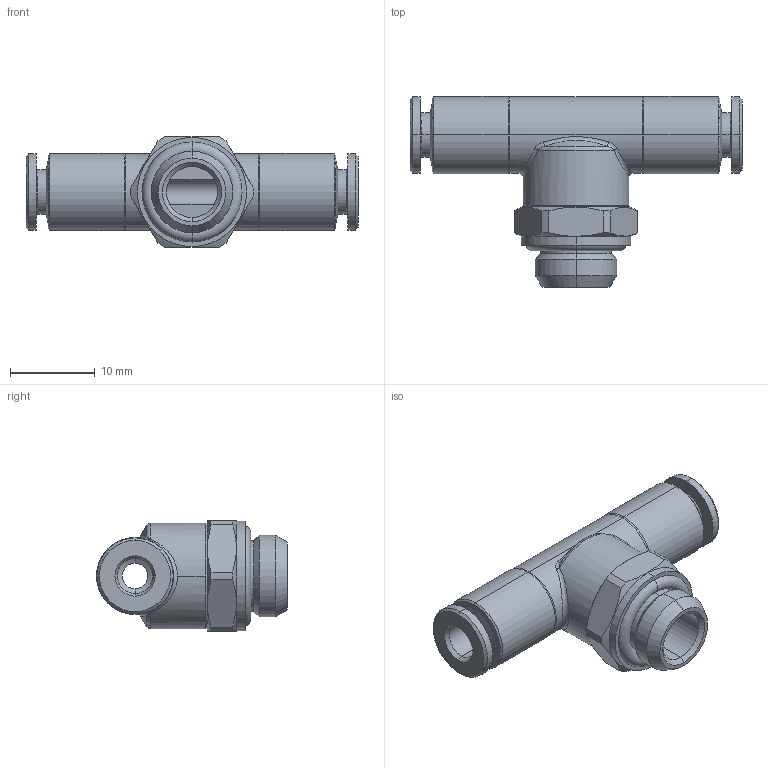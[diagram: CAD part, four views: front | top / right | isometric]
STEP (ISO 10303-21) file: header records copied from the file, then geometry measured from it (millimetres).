
FILE_DESCRIPTION (( 'STEP AP203' ), '1' );
FILE_NAME ('A0110011.STEP', '2009-03-09T15:50:27', ( 'UT1' ), ( '' ), 'SwSTEP 2.0', 'SolidWorks 2009', '' );
FILE_SCHEMA (( 'CONFIG_CONTROL_DESIGN' ));
Length unit declared in the file: millimetre
Products named in the file (1): A0110011
Bounding box: 39.2 x 22.55 x 13 mm (x, y, z)
Volume: 3095.1 mm3; surface area: 2729.5 mm2
Topology: 1 solids, 1 shells, 109 faces, 242 edges, 142 vertices
Faces by surface type: cone 38, cylinder 37, plane 18, torus 8, bspline 8
Entity records: 3625 total; most frequent: CARTESIAN_POINT 1142, DIRECTION 534, ORIENTED_EDGE 484, EDGE_CURVE 242, AXIS2_PLACEMENT_3D 226, VERTEX_POINT 142, CIRCLE 124, EDGE_LOOP 120
